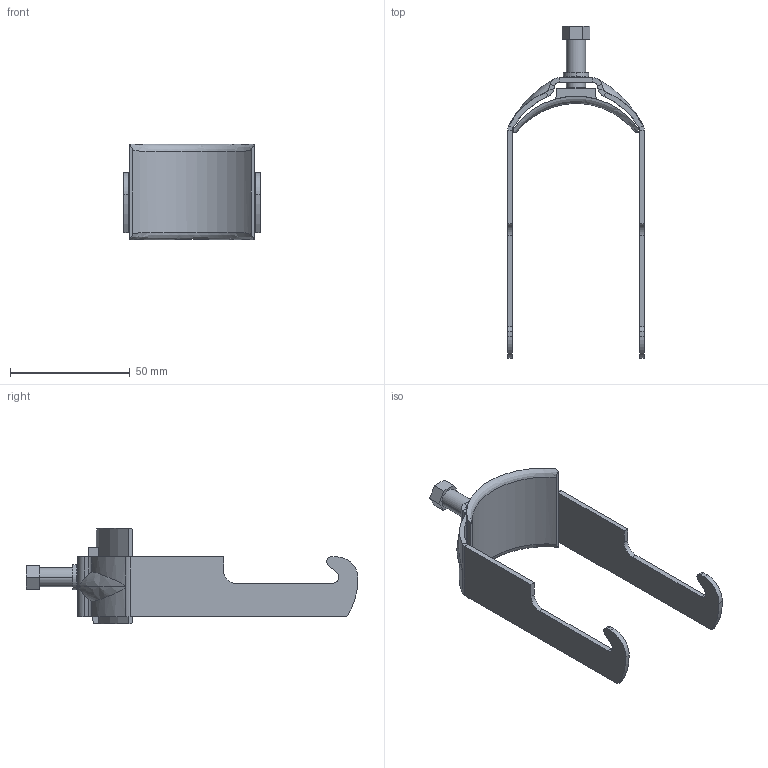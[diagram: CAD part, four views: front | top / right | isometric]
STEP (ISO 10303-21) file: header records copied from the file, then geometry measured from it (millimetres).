
FILE_DESCRIPTION (( 'STEP AP214' ), '1' );
FILE_NAME ('1180525.stp', '2017-09-15T11:37:30', ( '' ), ( '' ), 'SwSTEP 2.0', 'SolidWorks 2016', '' );
FILE_SCHEMA (( 'AUTOMOTIVE_DESIGN' ));
Length unit declared in the file: millimetre
Products named in the file (5): EB104-09-02_Standard; EB104-00-04_Standard; EB104-00-03_Druckschraube - M8 x 20; EB504-09-01_Standard; 1180525
Assembly tree (4 placements, depth 2):
  1180525
    EB504-09-01_Standard
    EB104-00-03_Druckschraube - M8 x 20
    EB104-00-04_Standard
    EB104-09-02_Standard
Bounding box: 57 x 138.5 x 40 mm (x, y, z)
Volume: 19469.6 mm3; surface area: 19842.7 mm2
Topology: 4 solids, 4 shells, 223 faces, 551 edges, 341 vertices
Faces by surface type: plane 147, cylinder 52, torus 14, cone 8, bspline 2
Entity records: 7316 total; most frequent: CARTESIAN_POINT 1891, ORIENTED_EDGE 1098, DIRECTION 1070, EDGE_CURVE 549, VECTOR 362, LINE 362, AXIS2_PLACEMENT_3D 354, VERTEX_POINT 341
